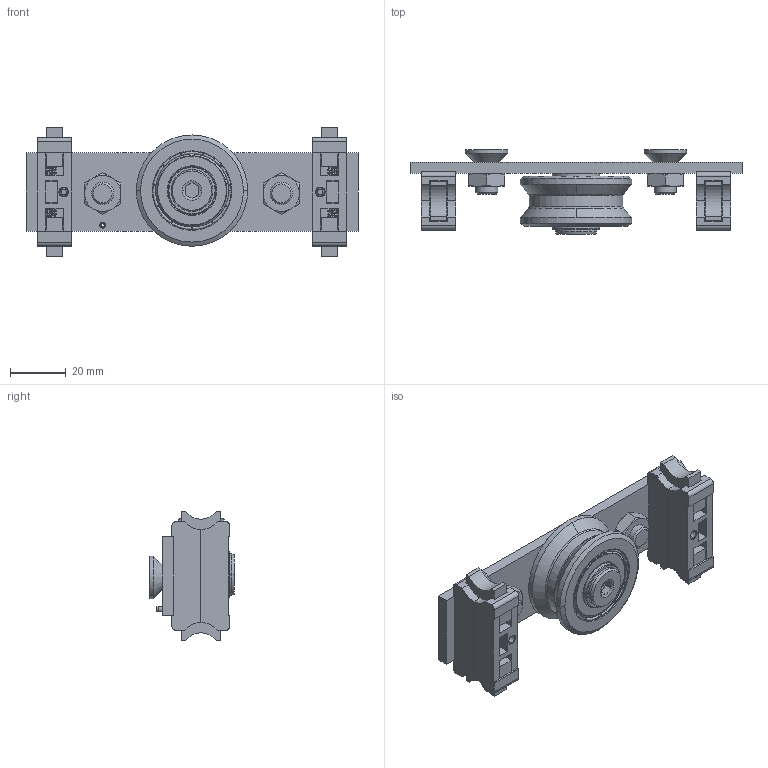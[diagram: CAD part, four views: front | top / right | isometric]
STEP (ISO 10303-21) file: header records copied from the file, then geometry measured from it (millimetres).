
FILE_DESCRIPTION(('STEP AP203'),'1');
FILE_NAME('MOOV08E4985.stp','2025-04-15T09:24:45',(' '),(' '),'Spatial InterOp 3D',' ',' ');
FILE_SCHEMA(('CONFIG_CONTROL_DESIGN'));
Length unit declared in the file: millimetre
Products named in the file (34): Rail-C 8 Kit galet D14 1R; Vis FHC - M8x16; écrou; Galet R; Vis taraudée; STD; Vis STD; ressort; patin STD; corps STD; goupille; Plaque galet 1R
Assembly tree (39 placements, depth 4):
  Rail-C 8 Kit galet D14 1R
    Vis FHC - M8x16  x3
    écrou  x2
    Galet R
      Galet R
      Galet R
      Galet R
      Galet R
      Galet R
      Galet R
      Galet R
      Galet R
      Galet R
      Galet R
      Galet R
      Galet R
      Galet R
      Galet R
      Galet R
      Galet R
      Galet R
      Galet R
      Galet R
      Galet R
    Vis taraudée
    STD  x2
      Vis STD
      ressort
        ressort
        ressort
      patin STD
      corps STD
    goupille
    Plaque galet 1R
Bounding box: 119 x 30.4 x 46.4 mm (x, y, z)
Volume: 48412 mm3; surface area: 40929.4 mm2
Topology: 42 solids, 42 shells, 1115 faces, 2885 edges, 1814 vertices
Faces by surface type: plane 338, cylinder 276, bspline 248, cone 229, torus 16, sphere 8
Full cylindrical faces by diameter (mm): 8 x6, 15.24 x3
Entity records: 40486 total; most frequent: CARTESIAN_POINT 19008, ORIENTED_EDGE 4108, DIRECTION 3460, EDGE_CURVE 2054, AXIS2_PLACEMENT_3D 1453, VERTEX_POINT 1327, EDGE_LOOP 856, CIRCLE 843
